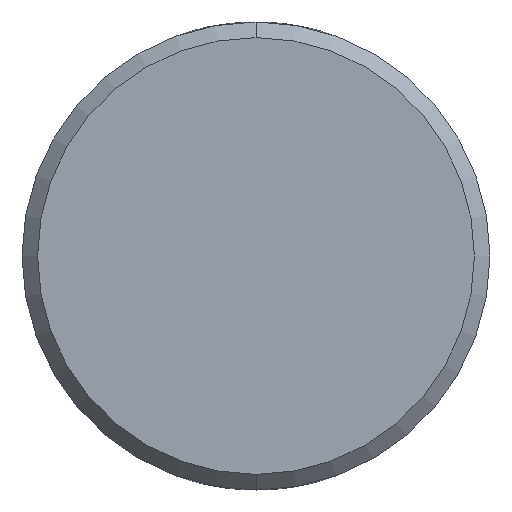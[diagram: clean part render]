
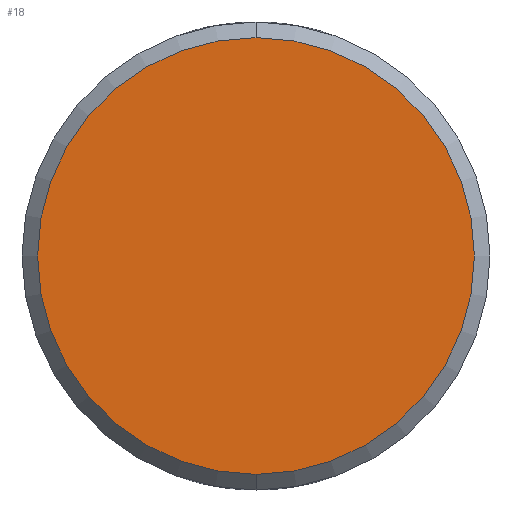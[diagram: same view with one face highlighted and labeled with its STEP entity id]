
A CAD part, front view. The second image highlights one B-rep face of the part: STEP entity #18.
In plain terms, the highlighted planar face has unit normal (0, -1, 0).
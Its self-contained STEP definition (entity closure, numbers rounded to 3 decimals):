
#11 = ORIENTED_EDGE ( 'NONE', *, *, #33, .T. ) ;
#18 = ADVANCED_FACE ( 'NONE', ( #206 ), #224, .F. ) ;
#28 = EDGE_CURVE ( 'NONE', #68, #67, #245, .T. ) ;
#31 = EDGE_LOOP ( 'NONE', ( #32, #11 ) ) ;
#32 = ORIENTED_EDGE ( 'NONE', *, *, #28, .T. ) ;
#33 = EDGE_CURVE ( 'NONE', #67, #68, #221, .T. ) ;
#67 = VERTEX_POINT ( 'NONE', #361 ) ;
#68 = VERTEX_POINT ( 'NONE', #335 ) ;
#204 = DIRECTION ( 'NONE',  ( 0., 0., 1. ) ) ;
#205 = DIRECTION ( 'NONE',  ( 0., 1., 0. ) ) ;
#206 = FACE_OUTER_BOUND ( 'NONE', #31, .T. ) ;
#221 = CIRCLE ( 'NONE', #235, 7. ) ;
#223 = AXIS2_PLACEMENT_3D ( 'NONE', #226, #205, #204 ) ;
#224 = PLANE ( 'NONE',  #223 ) ;
#226 = CARTESIAN_POINT ( 'NONE',  ( 0., 0., 0. ) ) ;
#232 = DIRECTION ( 'NONE',  ( 0., 0., 1. ) ) ;
#233 = DIRECTION ( 'NONE',  ( 0., -1., 0. ) ) ;
#234 = CARTESIAN_POINT ( 'NONE',  ( 0., 0., 0. ) ) ;
#235 = AXIS2_PLACEMENT_3D ( 'NONE', #234, #233, #232 ) ;
#240 = DIRECTION ( 'NONE',  ( 0., 0., 1. ) ) ;
#241 = DIRECTION ( 'NONE',  ( 0., -1., 0. ) ) ;
#242 = CARTESIAN_POINT ( 'NONE',  ( 0., 0., 0. ) ) ;
#244 = AXIS2_PLACEMENT_3D ( 'NONE', #242, #241, #240 ) ;
#245 = CIRCLE ( 'NONE', #244, 7. ) ;
#335 = CARTESIAN_POINT ( 'NONE',  ( 0., 0., 7. ) ) ;
#361 = CARTESIAN_POINT ( 'NONE',  ( 0., 0., -7. ) ) ;
